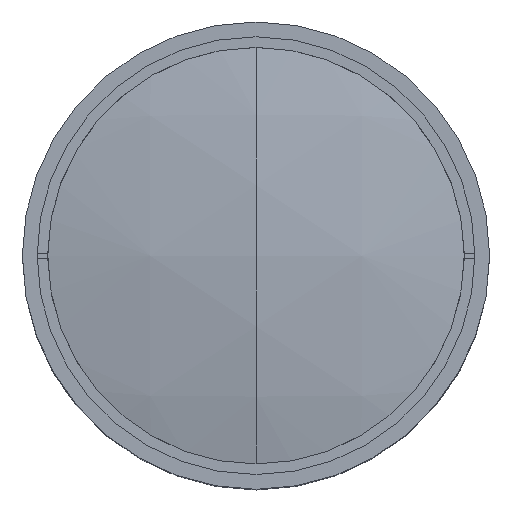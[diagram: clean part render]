
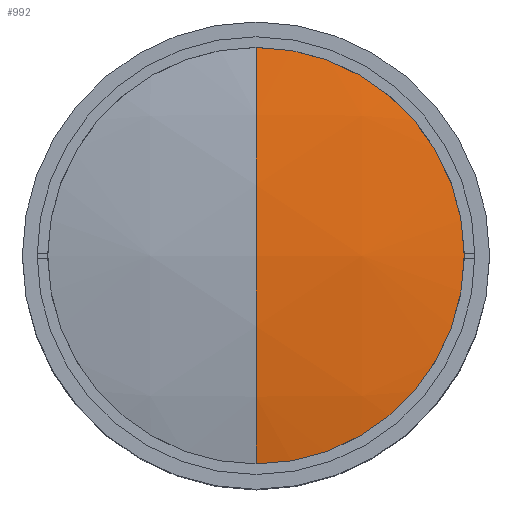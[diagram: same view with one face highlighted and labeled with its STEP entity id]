
A CAD part, top view. The second image highlights one B-rep face of the part: STEP entity #992.
In plain terms, the highlighted spherical face has radius 299.703 mm.
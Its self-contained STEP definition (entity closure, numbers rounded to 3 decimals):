
#477 = DIRECTION ( 'NONE',  ( -1., 0., 0. ) ) ;
#675 = SPHERICAL_SURFACE ( 'NONE', #7352, 299.703 ) ;
#878 = AXIS2_PLACEMENT_3D ( 'NONE', #12485, #2617, #477 ) ;
#992 = ADVANCED_FACE ( 'NONE', ( #7219 ), #675, .T. ) ;
#1015 = DIRECTION ( 'NONE',  ( 1., 0., 0. ) ) ;
#1024 = DIRECTION ( 'NONE',  ( -1., 0., 0. ) ) ;
#1267 = CIRCLE ( 'NONE', #9316, 62.146 ) ;
#1634 = EDGE_CURVE ( 'NONE', #11077, #13713, #4645, .T. ) ;
#1739 = CARTESIAN_POINT ( 'NONE',  ( 0., 0., -299.703 ) ) ;
#1896 = CARTESIAN_POINT ( 'NONE',  ( 0., -62.146, -6.514 ) ) ;
#2362 = CARTESIAN_POINT ( 'NONE',  ( 0., 62.146, -6.514 ) ) ;
#2617 = DIRECTION ( 'NONE',  ( 0., 0., -1. ) ) ;
#3273 = EDGE_LOOP ( 'NONE', ( #5595, #7416, #10460, #11714 ) ) ;
#3460 = EDGE_CURVE ( 'NONE', #7577, #4528, #8692, .T. ) ;
#3915 = DIRECTION ( 'NONE',  ( 1., 0., 0. ) ) ;
#4528 = VERTEX_POINT ( 'NONE', #1896 ) ;
#4645 = CIRCLE ( 'NONE', #11781, 299.703 ) ;
#5392 = DIRECTION ( 'NONE',  ( 0., 1., 0. ) ) ;
#5403 = DIRECTION ( 'NONE',  ( 0., 0., 1. ) ) ;
#5595 = ORIENTED_EDGE ( 'NONE', *, *, #1634, .F. ) ;
#6140 = DIRECTION ( 'NONE',  ( 0., 1., 0. ) ) ;
#6385 = CARTESIAN_POINT ( 'NONE',  ( 62.146, 0., -6.514 ) ) ;
#7219 = FACE_OUTER_BOUND ( 'NONE', #3273, .T. ) ;
#7352 = AXIS2_PLACEMENT_3D ( 'NONE', #1739, #3915, #6140 ) ;
#7416 = ORIENTED_EDGE ( 'NONE', *, *, #8600, .T. ) ;
#7560 = DIRECTION ( 'NONE',  ( 0., 0., -1. ) ) ;
#7577 = VERTEX_POINT ( 'NONE', #6385 ) ;
#7644 = CARTESIAN_POINT ( 'NONE',  ( 0., 0., -299.703 ) ) ;
#8297 = CARTESIAN_POINT ( 'NONE',  ( 0., 0., 0. ) ) ;
#8600 = EDGE_CURVE ( 'NONE', #11077, #4528, #14159, .T. ) ;
#8666 = AXIS2_PLACEMENT_3D ( 'NONE', #9778, #1015, #5392 ) ;
#8692 = CIRCLE ( 'NONE', #878, 62.146 ) ;
#9316 = AXIS2_PLACEMENT_3D ( 'NONE', #13942, #7560, #10793 ) ;
#9778 = CARTESIAN_POINT ( 'NONE',  ( 0., 0., -299.703 ) ) ;
#10460 = ORIENTED_EDGE ( 'NONE', *, *, #3460, .F. ) ;
#10793 = DIRECTION ( 'NONE',  ( -1., 0., 0. ) ) ;
#11077 = VERTEX_POINT ( 'NONE', #8297 ) ;
#11714 = ORIENTED_EDGE ( 'NONE', *, *, #13270, .F. ) ;
#11781 = AXIS2_PLACEMENT_3D ( 'NONE', #7644, #1024, #5403 ) ;
#12485 = CARTESIAN_POINT ( 'NONE',  ( 0., 0., -6.514 ) ) ;
#13270 = EDGE_CURVE ( 'NONE', #13713, #7577, #1267, .T. ) ;
#13713 = VERTEX_POINT ( 'NONE', #2362 ) ;
#13942 = CARTESIAN_POINT ( 'NONE',  ( 0., 0., -6.514 ) ) ;
#14159 = CIRCLE ( 'NONE', #8666, 299.703 ) ;
